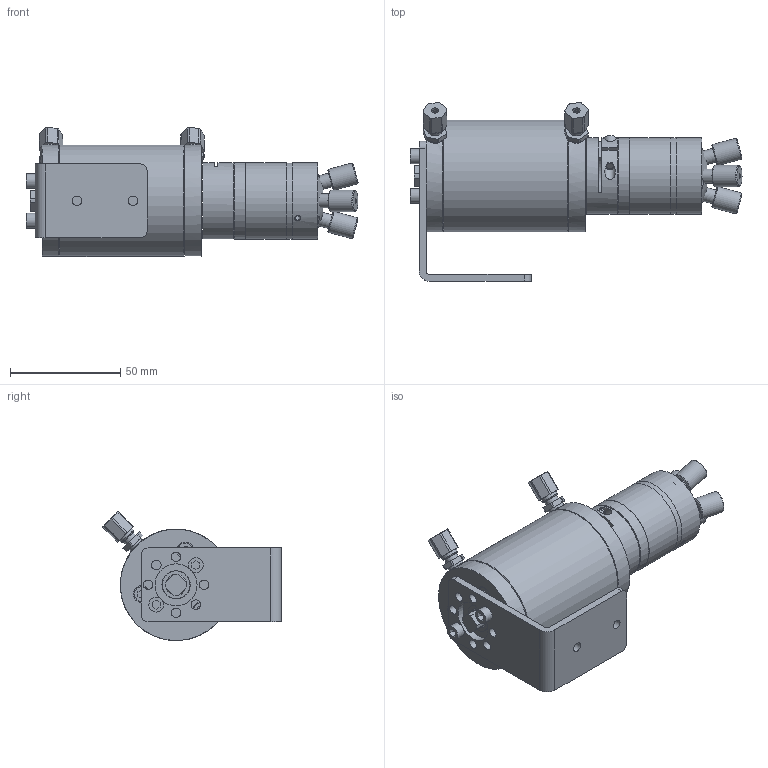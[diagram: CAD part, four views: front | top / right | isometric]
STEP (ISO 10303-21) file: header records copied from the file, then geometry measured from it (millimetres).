
FILE_DESCRIPTION((''),'2;1');
FILE_NAME('312363-C22-3184A 4 port 2-pos valve manual actuated.stp','2013-08-14T15:49:44',('Franzp'),(''),'Autodesk Inventor 2013','Autodesk Inventor 2013','');
FILE_SCHEMA(('AUTOMOTIVE_DESIGN { 1 0 10303 214 1 1 1 1 }'));
Length unit declared in the file: millimetre
Products named in the file (1): 312363_Shrinkwrap_1
Bounding box: 150.6 x 81.05 x 58.56 mm (x, y, z)
Surface area: 40154.2 mm2 (no closed solid volume)
Topology: 0 solids, 35 shells, 234 faces, 752 edges, 551 vertices
Faces by surface type: plane 125, cylinder 85, cone 24
Full cylindrical faces by diameter (mm): 1.65 x4, 2.156 x1, 3.3 x4, 4.166 x1, 4.32 x8, 5.78 x1, 6.15 x3, 6.3 x2, 6.35 x4, 6.7 x2, 7.5 x1, 7.65 x2, 7.938 x2, 9.48 x1, 9.525 x1, 9.78 x4, 19.075 x1, 34.671 x1, 34.798 x1, 34.925 x3, 50.54 x2, 50.69 x1
Entity records: 8785 total; most frequent: CARTESIAN_POINT 1857, DIRECTION 1350, ORIENTED_EDGE 1081, EDGE_CURVE 665, VERTEX_POINT 533, AXIS2_PLACEMENT_3D 506, EDGE_LOOP 394, VECTOR 338
